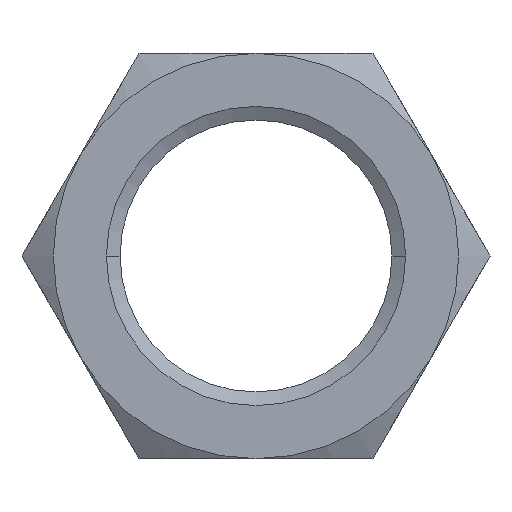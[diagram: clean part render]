
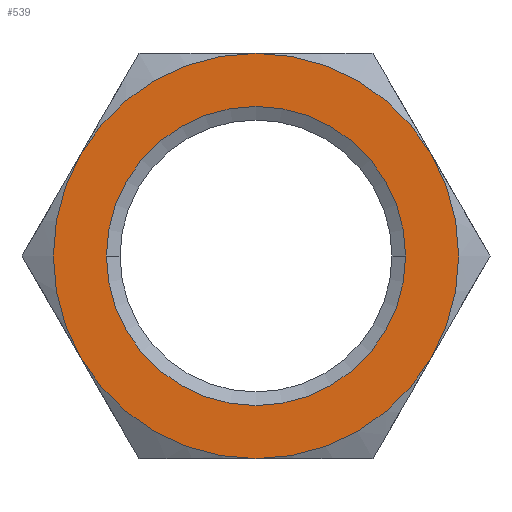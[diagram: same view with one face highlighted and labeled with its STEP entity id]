
A CAD part, front view. The second image highlights one B-rep face of the part: STEP entity #539.
In plain terms, the highlighted planar face has unit normal (0, -1, 0).
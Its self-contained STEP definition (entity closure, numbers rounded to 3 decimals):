
#194=CARTESIAN_POINT('',(0.,0.,0.));
#195=DIRECTION('',(0.,-1.,0.));
#196=DIRECTION('',(0.,0.,-1.));
#197=AXIS2_PLACEMENT_3D('',#194,#195,#196);
#199=CARTESIAN_POINT('',(0.,0.,0.));
#200=DIRECTION('',(0.,-1.,0.));
#201=DIRECTION('',(-0.866,0.,-0.5));
#202=AXIS2_PLACEMENT_3D('',#199,#200,#201);
#204=CARTESIAN_POINT('',(0.,0.,0.));
#205=DIRECTION('',(0.,-1.,0.));
#206=DIRECTION('',(-0.866,0.,0.5));
#207=AXIS2_PLACEMENT_3D('',#204,#205,#206);
#209=CARTESIAN_POINT('',(0.,0.,0.));
#210=DIRECTION('',(0.,-1.,0.));
#211=DIRECTION('',(0.,0.,1.));
#212=AXIS2_PLACEMENT_3D('',#209,#210,#211);
#214=CARTESIAN_POINT('',(0.,0.,0.));
#215=DIRECTION('',(0.,-1.,0.));
#216=DIRECTION('',(0.866,0.,0.5));
#217=AXIS2_PLACEMENT_3D('',#214,#215,#216);
#219=CARTESIAN_POINT('',(0.,0.,0.));
#220=DIRECTION('',(0.,-1.,0.));
#221=DIRECTION('',(0.866,0.,-0.5));
#222=AXIS2_PLACEMENT_3D('',#219,#220,#221);
#224=CARTESIAN_POINT('',(0.,0.,0.));
#225=DIRECTION('',(0.,1.,0.));
#226=DIRECTION('',(1.,0.,0.));
#227=AXIS2_PLACEMENT_3D('',#224,#225,#226);
#229=CARTESIAN_POINT('',(0.,0.,0.));
#230=DIRECTION('',(0.,1.,0.));
#231=DIRECTION('',(-1.,0.,0.));
#232=AXIS2_PLACEMENT_3D('',#229,#230,#231);
#261=CARTESIAN_POINT('',(0.,0.,-77.5));
#262=CARTESIAN_POINT('',(67.117,0.,-38.75));
#263=VERTEX_POINT('',#261);
#264=VERTEX_POINT('',#262);
#265=CARTESIAN_POINT('',(67.117,0.,38.75));
#266=VERTEX_POINT('',#265);
#267=CARTESIAN_POINT('',(0.,0.,77.5));
#268=VERTEX_POINT('',#267);
#269=CARTESIAN_POINT('',(-67.117,0.,38.75));
#270=VERTEX_POINT('',#269);
#271=CARTESIAN_POINT('',(-67.117,0.,-38.75));
#272=VERTEX_POINT('',#271);
#291=CARTESIAN_POINT('',(57.2,0.,0.));
#292=CARTESIAN_POINT('',(-57.2,0.,0.));
#293=VERTEX_POINT('',#291);
#294=VERTEX_POINT('',#292);
#517=CARTESIAN_POINT('',(0.,0.,0.));
#518=DIRECTION('',(0.,1.,0.));
#519=DIRECTION('',(1.,0.,0.));
#520=AXIS2_PLACEMENT_3D('',#517,#518,#519);
#521=PLANE('',#520);
#522=ORIENTED_EDGE('',*,*,#486,.F.);
#524=ORIENTED_EDGE('',*,*,#523,.F.);
#526=ORIENTED_EDGE('',*,*,#525,.F.);
#528=ORIENTED_EDGE('',*,*,#527,.F.);
#529=ORIENTED_EDGE('',*,*,#510,.F.);
#530=ORIENTED_EDGE('',*,*,#498,.F.);
#531=EDGE_LOOP('',(#522,#524,#526,#528,#529,#530));
#532=FACE_OUTER_BOUND('',#531,.F.);
#534=ORIENTED_EDGE('',*,*,#533,.F.);
#536=ORIENTED_EDGE('',*,*,#535,.F.);
#537=EDGE_LOOP('',(#534,#536));
#538=FACE_BOUND('',#537,.F.);
#539=ADVANCED_FACE('',(#532,#538),#521,.F.);
#198=CIRCLE('',#197,77.5);
#203=CIRCLE('',#202,77.5);
#208=CIRCLE('',#207,77.5);
#213=CIRCLE('',#212,77.5);
#218=CIRCLE('',#217,77.5);
#223=CIRCLE('',#222,77.5);
#228=CIRCLE('',#227,57.2);
#233=CIRCLE('',#232,57.2);
#486=EDGE_CURVE('',#263,#264,#198,.T.);
#498=EDGE_CURVE('',#264,#266,#223,.T.);
#510=EDGE_CURVE('',#266,#268,#218,.T.);
#523=EDGE_CURVE('',#272,#263,#203,.T.);
#525=EDGE_CURVE('',#270,#272,#208,.T.);
#527=EDGE_CURVE('',#268,#270,#213,.T.);
#533=EDGE_CURVE('',#293,#294,#228,.T.);
#535=EDGE_CURVE('',#294,#293,#233,.T.);
